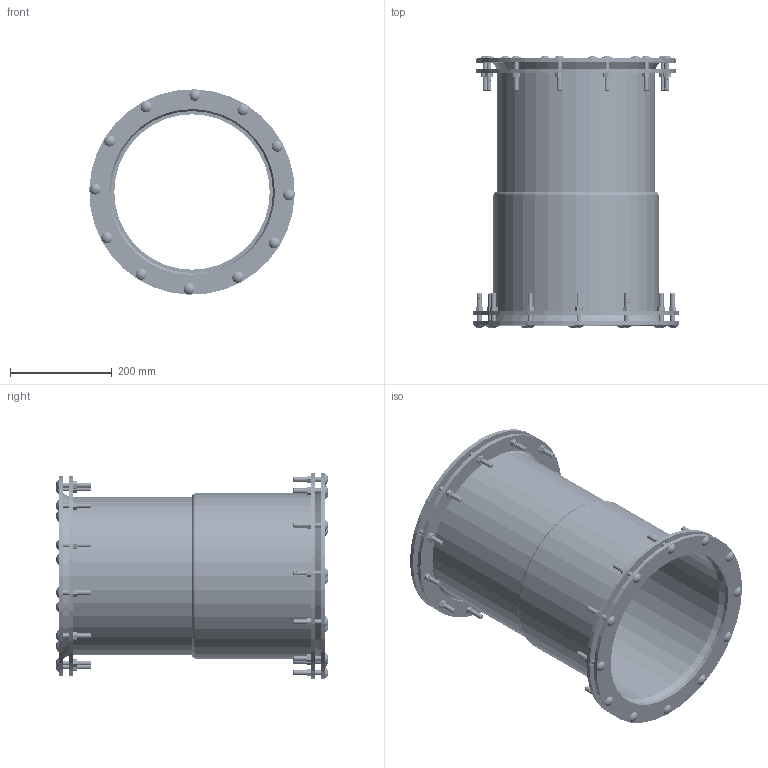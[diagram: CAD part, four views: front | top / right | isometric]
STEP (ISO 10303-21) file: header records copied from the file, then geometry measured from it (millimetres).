
FILE_DESCRIPTION (( 'STEP AP214' ), '1' );
FILE_NAME ('1070-12I12P.STEP', '2021-02-12T21:43:38', ( '' ), ( '' ), 'SwSTEP 2.0', 'SolidWorks 2021', '' );
FILE_SCHEMA (( 'AUTOMOTIVE_DESIGN' ));
Length unit declared in the file: inch
Products named in the file (8): 21867; Coupler Rings_1033-PW1200; 36306; Coupler Rings_1031-PL1200; Coupler Rings_1033-IW1200; 1070_1070-12I12P; 1070-12I12P; Coupler Rings_1031-IL1200
Assembly tree (53 placements, depth 2):
  1070-12I12P
    1070_1070-12I12P
    Coupler Rings_1031-IL1200
    Coupler Rings_1033-IW1200
    Coupler Rings_1031-PL1200
    Coupler Rings_1033-PW1200
    21867  x24
    36306  x24
Bounding box: 402.99 x 534.44 x 402.99 mm (x, y, z)
Volume: 3124282.2 mm3; surface area: 1602961.5 mm2
Topology: 77 solids, 77 shells, 3646 faces, 9092 edges, 5650 vertices
Faces by surface type: cylinder 1896, cone 776, plane 708, sphere 192, bspline 72, torus 2
Entity records: 20426 total; most frequent: CARTESIAN_POINT 10377, ORIENTED_EDGE 2038, DIRECTION 1832, EDGE_CURVE 1019, LINE 728, VECTOR 728, VERTEX_POINT 659, AXIS2_PLACEMENT_3D 552
